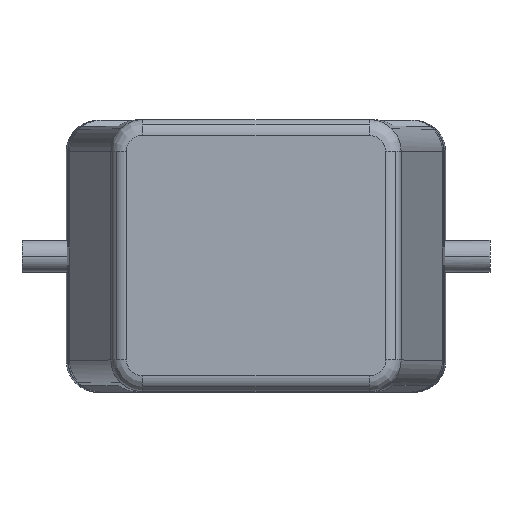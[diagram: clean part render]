
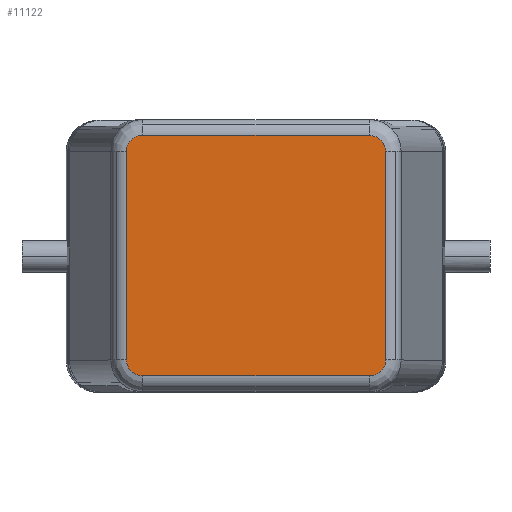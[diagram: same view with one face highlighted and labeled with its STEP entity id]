
A CAD part, top view. The second image highlights one B-rep face of the part: STEP entity #11122.
In plain terms, the highlighted planar face has unit normal (0, 0, 1).
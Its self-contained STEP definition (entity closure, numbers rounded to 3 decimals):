
#367=CARTESIAN_POINT('',(-20.484,-16.5,70.0));
#368=VERTEX_POINT('',#367);
#376=CARTESIAN_POINT('',(-20.484,16.5,70.0));
#377=VERTEX_POINT('',#376);
#378=CARTESIAN_POINT('',(-20.484,-16.5,70.0));
#379=DIRECTION('',(0.0,1.0,0.0));
#380=VECTOR('',#379,33.0);
#381=LINE('',#378,#380);
#382=EDGE_CURVE('',#368,#377,#381,.T.);
#10649=CARTESIAN_POINT('',(-17.946,-19.0,70.0));
#10650=VERTEX_POINT('',#10649);
#10658=CARTESIAN_POINT('',(-17.946,-16.5,70.0));
#10659=DIRECTION('',(0.0,0.0,-1.0));
#10660=DIRECTION('',(-1.0,0.0,0.0));
#10661=AXIS2_PLACEMENT_3D('',#10658,#10659,#10660);
#10662=ELLIPSE('',#10661,2.539,2.5);
#10663=EDGE_CURVE('',#10650,#368,#10662,.T.);
#10759=CARTESIAN_POINT('',(-17.946,19.0,70.0));
#10760=VERTEX_POINT('',#10759);
#10773=CARTESIAN_POINT('',(-17.946,16.5,70.0));
#10774=DIRECTION('',(0.0,0.0,-1.0));
#10775=DIRECTION('',(-1.0,0.0,0.0));
#10776=AXIS2_PLACEMENT_3D('',#10773,#10774,#10775);
#10777=ELLIPSE('',#10776,2.539,2.5);
#10778=EDGE_CURVE('',#377,#10760,#10777,.T.);
#10789=CARTESIAN_POINT('',(17.946,-19.0,70.0));
#10790=VERTEX_POINT('',#10789);
#10798=CARTESIAN_POINT('',(17.946,-19.0,70.0));
#10799=DIRECTION('',(-1.0,0.0,0.0));
#10800=VECTOR('',#10799,35.892);
#10801=LINE('',#10798,#10800);
#10802=EDGE_CURVE('',#10790,#10650,#10801,.T.);
#10815=CARTESIAN_POINT('',(17.946,19.0,70.0));
#10816=VERTEX_POINT('',#10815);
#10817=CARTESIAN_POINT('',(-17.946,19.0,70.0));
#10818=DIRECTION('',(1.0,0.0,0.0));
#10819=VECTOR('',#10818,35.892);
#10820=LINE('',#10817,#10819);
#10821=EDGE_CURVE('',#10760,#10816,#10820,.T.);
#10915=CARTESIAN_POINT('',(20.484,-16.5,70.0));
#10916=VERTEX_POINT('',#10915);
#10924=CARTESIAN_POINT('',(17.946,-16.5,70.0));
#10925=DIRECTION('',(0.0,0.0,-1.0));
#10926=DIRECTION('',(1.0,0.0,0.0));
#10927=AXIS2_PLACEMENT_3D('',#10924,#10925,#10926);
#10928=ELLIPSE('',#10927,2.539,2.5);
#10929=EDGE_CURVE('',#10916,#10790,#10928,.T.);
#11019=CARTESIAN_POINT('',(20.484,16.5,70.0));
#11020=VERTEX_POINT('',#11019);
#11033=CARTESIAN_POINT('',(17.946,16.5,70.0));
#11034=DIRECTION('',(0.0,0.0,-1.0));
#11035=DIRECTION('',(1.0,0.0,0.0));
#11036=AXIS2_PLACEMENT_3D('',#11033,#11034,#11035);
#11037=ELLIPSE('',#11036,2.539,2.5);
#11038=EDGE_CURVE('',#10816,#11020,#11037,.T.);
#11050=CARTESIAN_POINT('',(20.484,16.5,70.0));
#11051=DIRECTION('',(0.0,-1.0,0.0));
#11052=VECTOR('',#11051,33.0);
#11053=LINE('',#11050,#11052);
#11054=EDGE_CURVE('',#11020,#10916,#11053,.T.);
#11107=CARTESIAN_POINT('',(22.582,0.0,70.0));
#11108=DIRECTION('',(0.0,0.0,1.0));
#11109=DIRECTION('',(1.0,0.0,0.0));
#11110=AXIS2_PLACEMENT_3D('',#11107,#11108,#11109);
#11111=PLANE('',#11110);
#11112=ORIENTED_EDGE('',*,*,#382,.F.);
#11113=ORIENTED_EDGE('',*,*,#10663,.F.);
#11114=ORIENTED_EDGE('',*,*,#10802,.F.);
#11115=ORIENTED_EDGE('',*,*,#10929,.F.);
#11116=ORIENTED_EDGE('',*,*,#11054,.F.);
#11117=ORIENTED_EDGE('',*,*,#11038,.F.);
#11118=ORIENTED_EDGE('',*,*,#10821,.F.);
#11119=ORIENTED_EDGE('',*,*,#10778,.F.);
#11120=EDGE_LOOP('',(#11112,#11113,#11114,#11115,#11116,#11117,#11118,#11119));
#11121=FACE_OUTER_BOUND('',#11120,.T.);
#11122=ADVANCED_FACE('',(#11121),#11111,.T.);
